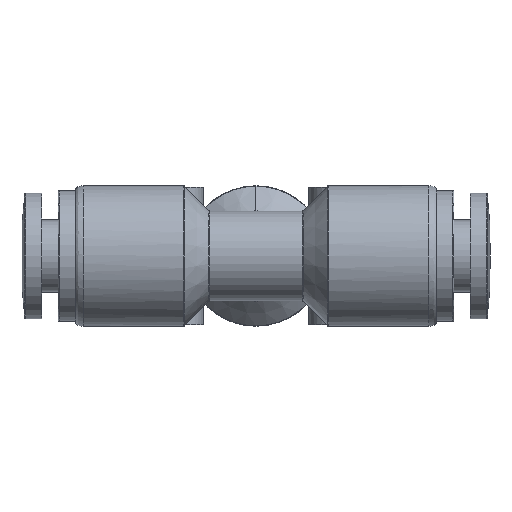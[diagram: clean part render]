
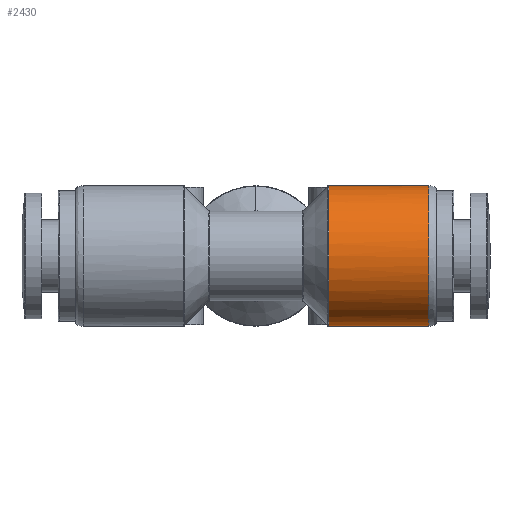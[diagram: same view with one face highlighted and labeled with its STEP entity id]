
A CAD part, front view. The second image highlights one B-rep face of the part: STEP entity #2430.
In plain terms, the highlighted cylindrical face has radius 5.6 mm (diameter 11.2 mm), a partial arc.
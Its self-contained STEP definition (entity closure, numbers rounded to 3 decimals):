
#140 = LINE ( 'NONE', #2146, #5457 ) ;
#304 = CIRCLE ( 'NONE', #5665, 5.6 ) ;
#342 = EDGE_LOOP ( 'NONE', ( #5821, #6336, #5579, #2836 ) ) ;
#544 = VERTEX_POINT ( 'NONE', #3943 ) ;
#659 = CARTESIAN_POINT ( 'NONE',  ( 13.8, -5.454, 1.466 ) ) ;
#694 = CARTESIAN_POINT ( 'NONE',  ( 13.8, -0.733, 5.6 ) ) ;
#955 = DIRECTION ( 'NONE',  ( 0., 0., 1. ) ) ;
#985 = DIRECTION ( 'NONE',  ( 1., 0., 0. ) ) ;
#1088 = CARTESIAN_POINT ( 'NONE',  ( 13.8, 0., -5.6 ) ) ;
#1391 = FACE_OUTER_BOUND ( 'NONE', #342, .T. ) ;
#1441 = CARTESIAN_POINT ( 'NONE',  ( 5.791, 0., 0. ) ) ;
#1609 = CARTESIAN_POINT ( 'NONE',  ( 13.8, -0.733, -5.6 ) ) ;
#1679 = CARTESIAN_POINT ( 'NONE',  ( 13.8, -3.441, 4.478 ) ) ;
#1787 = VERTEX_POINT ( 'NONE', #3391 ) ;
#1807 = CARTESIAN_POINT ( 'NONE',  ( 13.8, 0., 5.6 ) ) ;
#1845 = DIRECTION ( 'NONE',  ( 0., 0., -1. ) ) ;
#2146 = CARTESIAN_POINT ( 'NONE',  ( 0., 0., -5.6 ) ) ;
#2168 = DIRECTION ( 'NONE',  ( -1., 0., 0. ) ) ;
#2430 = ADVANCED_FACE ( 'NONE', ( #1391 ), #5387, .T. ) ;
#2671 = CARTESIAN_POINT ( 'NONE',  ( 13.8, -4.893, 2.82 ) ) ;
#2831 = CARTESIAN_POINT ( 'NONE',  ( 5.791, 0., 5.6 ) ) ;
#2836 = ORIENTED_EDGE ( 'NONE', *, *, #6460, .F. ) ;
#3042 = VECTOR ( 'NONE', #2168, 1000. ) ;
#3171 = CARTESIAN_POINT ( 'NONE',  ( 13.8, -5.6, -0.733 ) ) ;
#3205 = CARTESIAN_POINT ( 'NONE',  ( 13.8, -1.466, -5.454 ) ) ;
#3239 = LINE ( 'NONE', #4249, #3042 ) ;
#3391 = CARTESIAN_POINT ( 'NONE',  ( 5.791, 0., -5.6 ) ) ;
#3539 = VERTEX_POINT ( 'NONE', #6350 ) ;
#3697 = CARTESIAN_POINT ( 'NONE',  ( 13.8, -2.82, 4.893 ) ) ;
#3943 = CARTESIAN_POINT ( 'NONE',  ( 13.8, 0., 5.6 ) ) ;
#4155 = CARTESIAN_POINT ( 'NONE',  ( 13.8, -3.441, -4.478 ) ) ;
#4163 = DIRECTION ( 'NONE',  ( -1., 0., 0. ) ) ;
#4237 = EDGE_CURVE ( 'NONE', #3539, #544, #6116, .T. ) ;
#4249 = CARTESIAN_POINT ( 'NONE',  ( 0., 0., 5.6 ) ) ;
#4444 = CARTESIAN_POINT ( 'NONE',  ( 0., 0., 0. ) ) ;
#4458 = EDGE_CURVE ( 'NONE', #4683, #1787, #304, .T. ) ;
#4649 = CARTESIAN_POINT ( 'NONE',  ( 13.8, -5.6, 0.733 ) ) ;
#4681 = CARTESIAN_POINT ( 'NONE',  ( 13.8, -4.478, 3.441 ) ) ;
#4683 = VERTEX_POINT ( 'NONE', #2831 ) ;
#5149 = CARTESIAN_POINT ( 'NONE',  ( 13.8, -5.454, -1.466 ) ) ;
#5215 = CARTESIAN_POINT ( 'NONE',  ( 13.8, -1.466, 5.454 ) ) ;
#5254 = AXIS2_PLACEMENT_3D ( 'NONE', #4444, #5351, #1845 ) ;
#5351 = DIRECTION ( 'NONE',  ( -1., 0., 0. ) ) ;
#5387 = CYLINDRICAL_SURFACE ( 'NONE', #5254, 5.6 ) ;
#5457 = VECTOR ( 'NONE', #4163, 1000. ) ;
#5579 = ORIENTED_EDGE ( 'NONE', *, *, #4458, .T. ) ;
#5589 = EDGE_CURVE ( 'NONE', #544, #4683, #3239, .T. ) ;
#5648 = CARTESIAN_POINT ( 'NONE',  ( 13.8, -2.82, -4.893 ) ) ;
#5665 = AXIS2_PLACEMENT_3D ( 'NONE', #1441, #985, #955 ) ;
#5821 = ORIENTED_EDGE ( 'NONE', *, *, #4237, .T. ) ;
#6116 = B_SPLINE_CURVE_WITH_KNOTS ( 'NONE', 3,
 ( #1088, #1609, #3205, #5648, #4155, #6172, #6207, #5149, #3171, #4649, #659, #2671, #4681, #1679, #3697, #5215, #694, #1807 ),
 .UNSPECIFIED., .F., .F.,
 ( 4, 2, 2, 2, 2, 2, 2, 2, 4 ),
 ( 0., 0.063, 0.125, 0.188, 0.25, 0.313, 0.375, 0.438, 0.5 ),
 .UNSPECIFIED. ) ;
#6172 = CARTESIAN_POINT ( 'NONE',  ( 13.8, -4.478, -3.441 ) ) ;
#6207 = CARTESIAN_POINT ( 'NONE',  ( 13.8, -4.893, -2.82 ) ) ;
#6336 = ORIENTED_EDGE ( 'NONE', *, *, #5589, .T. ) ;
#6350 = CARTESIAN_POINT ( 'NONE',  ( 13.8, 0., -5.6 ) ) ;
#6460 = EDGE_CURVE ( 'NONE', #3539, #1787, #140, .T. ) ;
